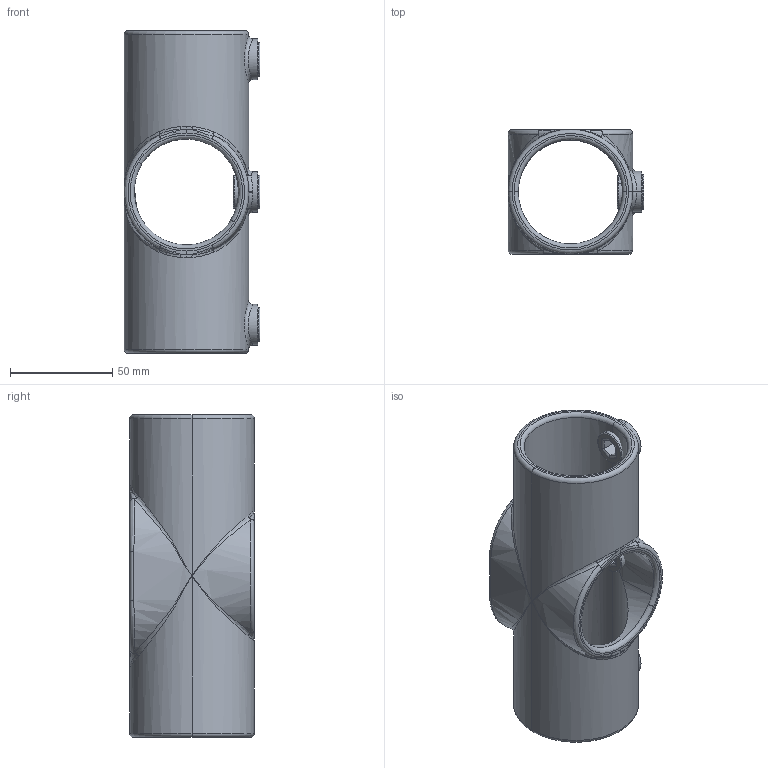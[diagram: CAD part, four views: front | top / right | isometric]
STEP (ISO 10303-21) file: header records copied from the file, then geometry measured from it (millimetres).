
FILE_DESCRIPTION (( 'STEP AP203' ), '1' );
FILE_NAME ('0521250000.STEP', '2024-07-01T13:57:49', ( '' ), ( '' ), 'SwSTEP 2.0', 'SolidWorks 2022', '' );
FILE_SCHEMA (( 'CONFIG_CONTROL_DESIGN' ));
Length unit declared in the file: metre
Products named in the file (1): 0521250000
Bounding box: 66.5 x 61.02 x 158 mm (x, y, z)
Volume: 130355.9 mm3; surface area: 58087.1 mm2
Topology: 4 solids, 4 shells, 179 faces, 438 edges, 262 vertices
Faces by surface type: cylinder 62, bspline 62, plane 31, torus 20, sphere 4
Entity records: 24965 total; most frequent: CARTESIAN_POINT 21330, ORIENTED_EDGE 876, DIRECTION 538, EDGE_CURVE 438, VERTEX_POINT 262, AXIS2_PLACEMENT_3D 210, EDGE_LOOP 192, B_SPLINE_CURVE_WITH_KNOTS 184
